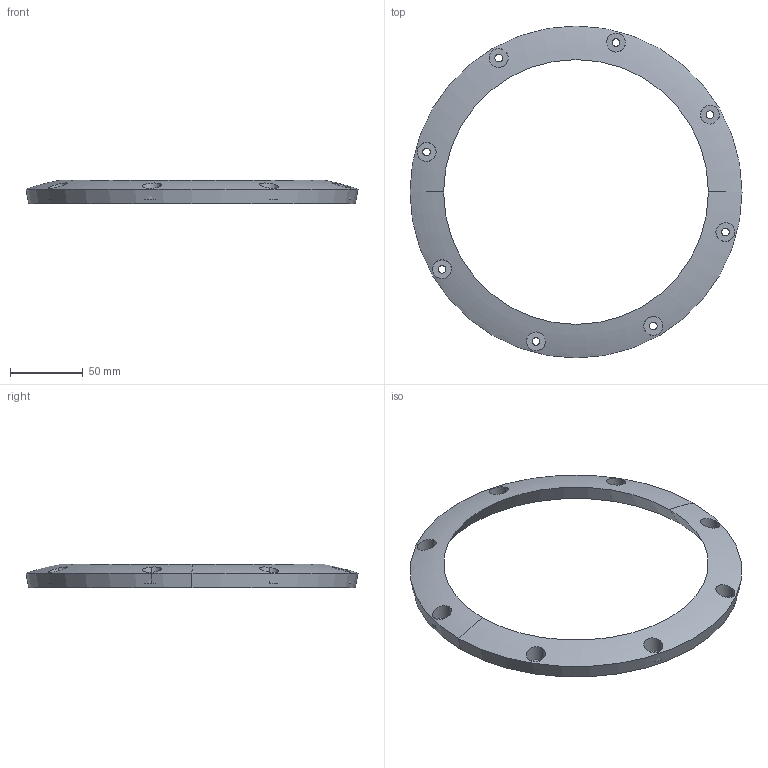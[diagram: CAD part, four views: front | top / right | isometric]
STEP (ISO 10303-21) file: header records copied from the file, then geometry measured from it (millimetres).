
FILE_DESCRIPTION (( 'STEP AP214' ), '1' );
FILE_NAME ('P-1003-P - BRIM.STEP', '2025-04-01T02:53:23', ( '' ), ( '' ), 'SwSTEP 2.0', 'SolidWorks 2023', '' );
FILE_SCHEMA (( 'AUTOMOTIVE_DESIGN' ));
Length unit declared in the file: millimetre
Products named in the file (1): P-1003-P - BRIM
Bounding box: 227.53 x 227.53 x 16 mm (x, y, z)
Volume: 134976.5 mm3; surface area: 44630 mm2
Topology: 1 solids, 1 shells, 47 faces, 110 edges, 72 vertices
Faces by surface type: cylinder 32, plane 9, cone 4, torus 2
Entity records: 2078 total; most frequent: CARTESIAN_POINT 911, DIRECTION 248, ORIENTED_EDGE 220, EDGE_CURVE 110, AXIS2_PLACEMENT_3D 106, EDGE_LOOP 72, VERTEX_POINT 72, CIRCLE 58
